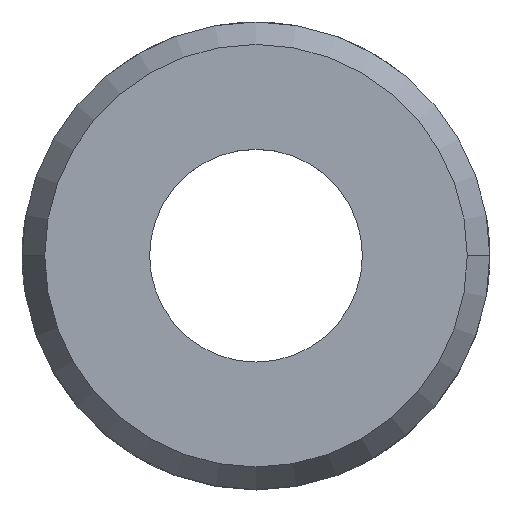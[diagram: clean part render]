
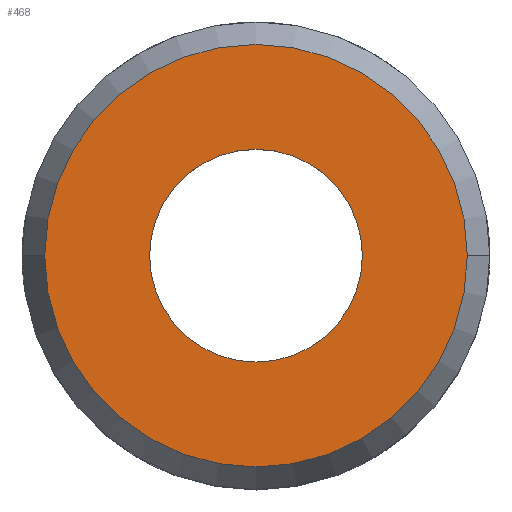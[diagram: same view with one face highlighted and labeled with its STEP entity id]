
A CAD part, top view. The second image highlights one B-rep face of the part: STEP entity #468.
In plain terms, the highlighted planar face has unit normal (0, 0, 1).
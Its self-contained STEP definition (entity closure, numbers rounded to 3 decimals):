
#9 = DIRECTION ( 'NONE',  ( -1., 0., 0. ) ) ;
#32 = CARTESIAN_POINT ( 'NONE',  ( -13.65, 0., 39. ) ) ;
#226 = EDGE_CURVE ( 'NONE', #542, #1878, #853, .T. ) ;
#237 = CARTESIAN_POINT ( 'NONE',  ( 0., 0., 39. ) ) ;
#302 = DIRECTION ( 'NONE',  ( 0., 0., -1. ) ) ;
#303 = FACE_OUTER_BOUND ( 'NONE', #1465, .T. ) ;
#374 = CIRCLE ( 'NONE', #2867, 27.113 ) ;
#418 = DIRECTION ( 'NONE',  ( -1., 0., 0. ) ) ;
#468 = ADVANCED_FACE ( 'NONE', ( #2562, #303 ), #2756, .F. ) ;
#488 = AXIS2_PLACEMENT_3D ( 'NONE', #550, #2088, #771 ) ;
#542 = VERTEX_POINT ( 'NONE', #32 ) ;
#550 = CARTESIAN_POINT ( 'NONE',  ( 0., 0., 39. ) ) ;
#682 = CARTESIAN_POINT ( 'NONE',  ( -27.113, 0., 39. ) ) ;
#771 = DIRECTION ( 'NONE',  ( -1., 0., 0. ) ) ;
#853 = CIRCLE ( 'NONE', #1411, 13.65 ) ;
#878 = EDGE_CURVE ( 'NONE', #2499, #1714, #2452, .T. ) ;
#1204 = CARTESIAN_POINT ( 'NONE',  ( 0., 0., 39. ) ) ;
#1217 = DIRECTION ( 'NONE',  ( 0., 0., -1. ) ) ;
#1240 = ORIENTED_EDGE ( 'NONE', *, *, #2258, .F. ) ;
#1411 = AXIS2_PLACEMENT_3D ( 'NONE', #1204, #1958, #418 ) ;
#1465 = EDGE_LOOP ( 'NONE', ( #1240, #2113 ) ) ;
#1562 = DIRECTION ( 'NONE',  ( 0., 0., -1. ) ) ;
#1627 = DIRECTION ( 'NONE',  ( -1., 0., 0. ) ) ;
#1714 = VERTEX_POINT ( 'NONE', #682 ) ;
#1849 = CARTESIAN_POINT ( 'NONE',  ( 27.113, 0., 39. ) ) ;
#1878 = VERTEX_POINT ( 'NONE', #2566 ) ;
#1958 = DIRECTION ( 'NONE',  ( 0., 0., -1. ) ) ;
#1966 = EDGE_CURVE ( 'NONE', #1878, #542, #2658, .T. ) ;
#2065 = EDGE_LOOP ( 'NONE', ( #2335, #2753 ) ) ;
#2088 = DIRECTION ( 'NONE',  ( 0., 0., -1. ) ) ;
#2113 = ORIENTED_EDGE ( 'NONE', *, *, #878, .F. ) ;
#2258 = EDGE_CURVE ( 'NONE', #1714, #2499, #374, .T. ) ;
#2303 = CARTESIAN_POINT ( 'NONE',  ( 27.113, 0., 39. ) ) ;
#2335 = ORIENTED_EDGE ( 'NONE', *, *, #226, .T. ) ;
#2452 = CIRCLE ( 'NONE', #488, 27.113 ) ;
#2499 = VERTEX_POINT ( 'NONE', #2303 ) ;
#2521 = AXIS2_PLACEMENT_3D ( 'NONE', #1849, #302, #1627 ) ;
#2527 = DIRECTION ( 'NONE',  ( -1., 0., 0. ) ) ;
#2562 = FACE_BOUND ( 'NONE', #2065, .T. ) ;
#2566 = CARTESIAN_POINT ( 'NONE',  ( 13.65, 0., 39. ) ) ;
#2615 = AXIS2_PLACEMENT_3D ( 'NONE', #2754, #1217, #2527 ) ;
#2658 = CIRCLE ( 'NONE', #2615, 13.65 ) ;
#2753 = ORIENTED_EDGE ( 'NONE', *, *, #1966, .T. ) ;
#2754 = CARTESIAN_POINT ( 'NONE',  ( 0., 0., 39. ) ) ;
#2756 = PLANE ( 'NONE',  #2521 ) ;
#2867 = AXIS2_PLACEMENT_3D ( 'NONE', #237, #1562, #9 ) ;
